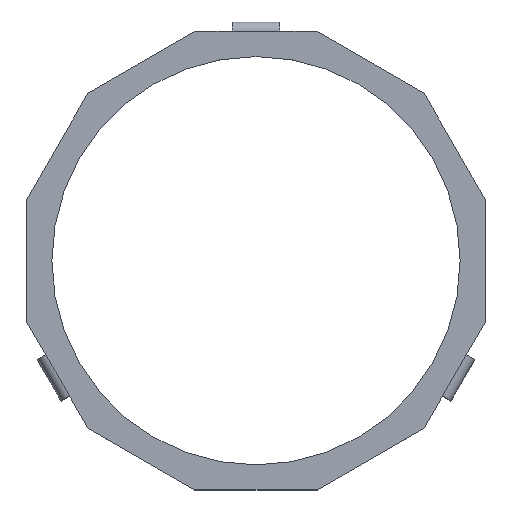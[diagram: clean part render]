
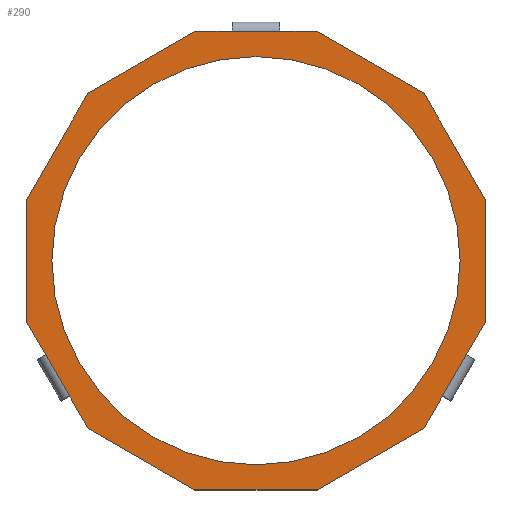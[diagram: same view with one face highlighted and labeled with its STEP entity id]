
A CAD part, top view. The second image highlights one B-rep face of the part: STEP entity #290.
In plain terms, the highlighted planar face has unit normal (0, 0, 1).
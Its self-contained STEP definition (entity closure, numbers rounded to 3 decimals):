
#245=FACE_BOUND('',#487,.T.);
#246=FACE_BOUND('',#488,.T.);
#261=CIRCLE('',#1618,43.);
#290=ADVANCED_FACE('',(#245,#246),#361,.T.);
#361=PLANE('',#1619);
#487=EDGE_LOOP('',(#600));
#488=EDGE_LOOP('',(#601,#602,#603,#604,#605,#606,#607,#608,#609,#610,#611,
#612,#613,#614,#615,#616,#617,#618));
#600=ORIENTED_EDGE('',*,*,#1110,.F.);
#601=ORIENTED_EDGE('',*,*,#1111,.T.);
#602=ORIENTED_EDGE('',*,*,#1112,.T.);
#603=ORIENTED_EDGE('',*,*,#1092,.T.);
#604=ORIENTED_EDGE('',*,*,#1113,.T.);
#605=ORIENTED_EDGE('',*,*,#1094,.T.);
#606=ORIENTED_EDGE('',*,*,#1114,.T.);
#607=ORIENTED_EDGE('',*,*,#1115,.T.);
#608=ORIENTED_EDGE('',*,*,#1116,.T.);
#609=ORIENTED_EDGE('',*,*,#1104,.T.);
#610=ORIENTED_EDGE('',*,*,#1117,.T.);
#611=ORIENTED_EDGE('',*,*,#1106,.T.);
#612=ORIENTED_EDGE('',*,*,#1118,.T.);
#613=ORIENTED_EDGE('',*,*,#1119,.T.);
#614=ORIENTED_EDGE('',*,*,#1120,.T.);
#615=ORIENTED_EDGE('',*,*,#1100,.T.);
#616=ORIENTED_EDGE('',*,*,#1121,.T.);
#617=ORIENTED_EDGE('',*,*,#1122,.T.);
#618=ORIENTED_EDGE('',*,*,#1123,.T.);
#966=VERTEX_POINT('',#2115);
#967=VERTEX_POINT('',#2117);
#968=VERTEX_POINT('',#2121);
#969=VERTEX_POINT('',#2122);
#974=VERTEX_POINT('',#2133);
#975=VERTEX_POINT('',#2135);
#978=VERTEX_POINT('',#2142);
#979=VERTEX_POINT('',#2144);
#980=VERTEX_POINT('',#2148);
#981=VERTEX_POINT('',#2149);
#984=VERTEX_POINT('',#2157);
#985=VERTEX_POINT('',#2159);
#986=VERTEX_POINT('',#2160);
#987=VERTEX_POINT('',#2164);
#988=VERTEX_POINT('',#2166);
#989=VERTEX_POINT('',#2170);
#990=VERTEX_POINT('',#2172);
#991=VERTEX_POINT('',#2175);
#992=VERTEX_POINT('',#2177);
#1092=EDGE_CURVE('',#967,#966,#1284,.T.);
#1094=EDGE_CURVE('',#968,#969,#1286,.T.);
#1100=EDGE_CURVE('',#975,#974,#1292,.T.);
#1104=EDGE_CURVE('',#979,#978,#1296,.T.);
#1106=EDGE_CURVE('',#980,#981,#1298,.T.);
#1110=EDGE_CURVE('',#984,#984,#261,.T.);
#1111=EDGE_CURVE('',#985,#986,#1302,.T.);
#1112=EDGE_CURVE('',#986,#967,#1303,.T.);
#1113=EDGE_CURVE('',#966,#968,#1304,.T.);
#1114=EDGE_CURVE('',#969,#987,#1305,.T.);
#1115=EDGE_CURVE('',#987,#988,#1306,.T.);
#1116=EDGE_CURVE('',#988,#979,#1307,.T.);
#1117=EDGE_CURVE('',#978,#980,#1308,.T.);
#1118=EDGE_CURVE('',#981,#989,#1309,.T.);
#1119=EDGE_CURVE('',#989,#990,#1310,.T.);
#1120=EDGE_CURVE('',#990,#975,#1311,.T.);
#1121=EDGE_CURVE('',#974,#991,#1312,.T.);
#1122=EDGE_CURVE('',#991,#992,#1313,.T.);
#1123=EDGE_CURVE('',#992,#985,#1314,.T.);
#1284=LINE('',#2116,#1458);
#1286=LINE('',#2120,#1460);
#1292=LINE('',#2134,#1466);
#1296=LINE('',#2143,#1470);
#1298=LINE('',#2147,#1472);
#1302=LINE('',#2158,#1476);
#1303=LINE('',#2161,#1477);
#1304=LINE('',#2162,#1478);
#1305=LINE('',#2163,#1479);
#1306=LINE('',#2165,#1480);
#1307=LINE('',#2167,#1481);
#1308=LINE('',#2168,#1482);
#1309=LINE('',#2169,#1483);
#1310=LINE('',#2171,#1484);
#1311=LINE('',#2173,#1485);
#1312=LINE('',#2174,#1486);
#1313=LINE('',#2176,#1487);
#1314=LINE('',#2178,#1488);
#1458=VECTOR('',#1738,1.);
#1460=VECTOR('',#1742,1.);
#1466=VECTOR('',#1750,1.);
#1470=VECTOR('',#1756,1.);
#1472=VECTOR('',#1760,1.);
#1476=VECTOR('',#1768,1.);
#1477=VECTOR('',#1769,1.);
#1478=VECTOR('',#1770,1.);
#1479=VECTOR('',#1771,1.);
#1480=VECTOR('',#1772,1.);
#1481=VECTOR('',#1773,1.);
#1482=VECTOR('',#1774,1.);
#1483=VECTOR('',#1775,1.);
#1484=VECTOR('',#1776,1.);
#1485=VECTOR('',#1777,1.);
#1486=VECTOR('',#1778,1.);
#1487=VECTOR('',#1779,1.);
#1488=VECTOR('',#1780,1.);
#1618=AXIS2_PLACEMENT_3D('',#2156,#1766,#1767);
#1619=AXIS2_PLACEMENT_3D('',#2179,#1781,#1782);
#1738=DIRECTION('',(0.5,-0.866,0.));
#1742=DIRECTION('',(0.5,-0.866,0.));
#1750=DIRECTION('',(-1.,0.,0.));
#1756=DIRECTION('',(0.5,0.866,0.));
#1760=DIRECTION('',(0.5,0.866,0.));
#1766=DIRECTION('',(0.,0.,1.));
#1767=DIRECTION('',(-1.,0.,0.));
#1768=DIRECTION('',(-0.5,-0.866,0.));
#1769=DIRECTION('',(0.,-1.,0.));
#1770=DIRECTION('',(0.5,-0.866,0.));
#1771=DIRECTION('',(0.866,-0.5,0.));
#1772=DIRECTION('',(1.,0.,0.));
#1773=DIRECTION('',(0.866,0.5,0.));
#1774=DIRECTION('',(0.5,0.866,0.));
#1775=DIRECTION('',(0.,1.,0.));
#1776=DIRECTION('',(-0.5,0.866,0.));
#1777=DIRECTION('',(-0.866,0.5,0.));
#1778=DIRECTION('',(-1.,0.,0.));
#1779=DIRECTION('',(-1.,0.,0.));
#1780=DIRECTION('',(-0.866,-0.5,0.));
#1781=DIRECTION('',(0.,0.,1.));
#1782=DIRECTION('',(1.,0.,0.));
#2115=CARTESIAN_POINT('',(-44.326,-19.818,1.5));
#2116=CARTESIAN_POINT('',(-41.826,-24.148,1.5));
#2117=CARTESIAN_POINT('',(-48.296,-12.941,1.5));
#2120=CARTESIAN_POINT('',(-41.826,-24.148,1.5));
#2121=CARTESIAN_POINT('',(-39.326,-28.478,1.5));
#2122=CARTESIAN_POINT('',(-35.355,-35.355,1.5));
#2133=CARTESIAN_POINT('',(5.,48.296,1.5));
#2134=CARTESIAN_POINT('',(0.,48.296,1.5));
#2135=CARTESIAN_POINT('',(12.941,48.296,1.5));
#2142=CARTESIAN_POINT('',(39.326,-28.478,1.5));
#2143=CARTESIAN_POINT('',(41.826,-24.148,1.5));
#2144=CARTESIAN_POINT('',(35.355,-35.355,1.5));
#2147=CARTESIAN_POINT('',(41.826,-24.148,1.5));
#2148=CARTESIAN_POINT('',(44.326,-19.818,1.5));
#2149=CARTESIAN_POINT('',(48.296,-12.941,1.5));
#2156=CARTESIAN_POINT('',(0.,0.,1.5));
#2157=CARTESIAN_POINT('',(-43.,0.,1.5));
#2158=CARTESIAN_POINT('',(-41.826,24.148,1.5));
#2159=CARTESIAN_POINT('',(-35.355,35.355,1.5));
#2160=CARTESIAN_POINT('',(-48.296,12.941,1.5));
#2161=CARTESIAN_POINT('',(-48.296,0.,1.5));
#2162=CARTESIAN_POINT('',(-44.326,-19.818,1.5));
#2163=CARTESIAN_POINT('',(-24.148,-41.826,1.5));
#2164=CARTESIAN_POINT('',(-12.941,-48.296,1.5));
#2165=CARTESIAN_POINT('',(0.,-48.296,1.5));
#2166=CARTESIAN_POINT('',(12.941,-48.296,1.5));
#2167=CARTESIAN_POINT('',(24.148,-41.826,1.5));
#2168=CARTESIAN_POINT('',(39.326,-28.478,1.5));
#2169=CARTESIAN_POINT('',(48.296,0.,1.5));
#2170=CARTESIAN_POINT('',(48.296,12.941,1.5));
#2171=CARTESIAN_POINT('',(41.826,24.148,1.5));
#2172=CARTESIAN_POINT('',(35.355,35.355,1.5));
#2173=CARTESIAN_POINT('',(24.148,41.826,1.5));
#2174=CARTESIAN_POINT('',(5.,48.296,1.5));
#2175=CARTESIAN_POINT('',(-5.,48.296,1.5));
#2176=CARTESIAN_POINT('',(0.,48.296,1.5));
#2177=CARTESIAN_POINT('',(-12.941,48.296,1.5));
#2178=CARTESIAN_POINT('',(-24.148,41.826,1.5));
#2179=CARTESIAN_POINT('',(0.,0.,1.5));
